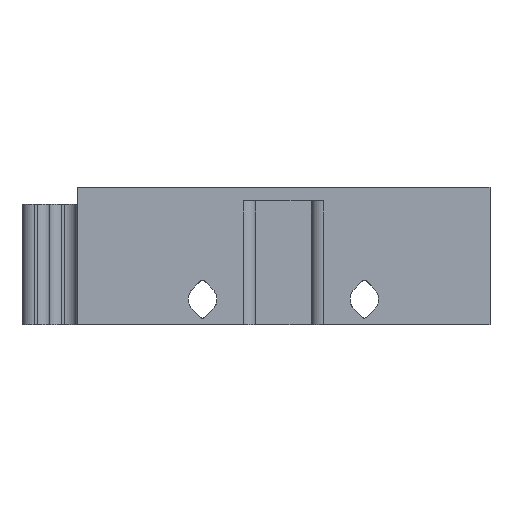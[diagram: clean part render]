
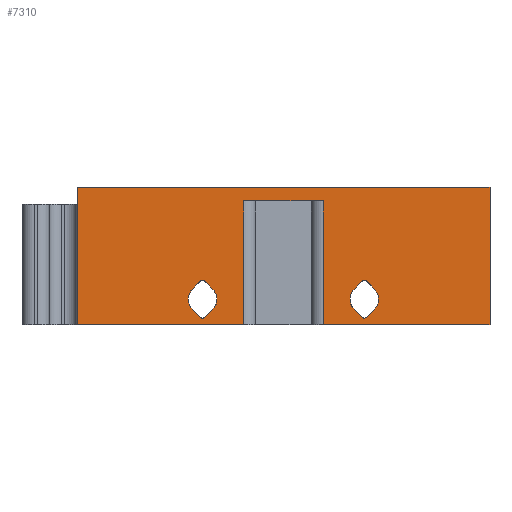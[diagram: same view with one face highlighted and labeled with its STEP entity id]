
A CAD part, front view. The second image highlights one B-rep face of the part: STEP entity #7310.
In plain terms, the highlighted planar face has unit normal (0, -1, 0).
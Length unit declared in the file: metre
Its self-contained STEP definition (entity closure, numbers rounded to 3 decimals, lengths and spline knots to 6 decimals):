
#243=CIRCLE('',#7752,0.0004);
#251=CIRCLE('',#7768,0.002075);
#259=CIRCLE('',#7780,0.002075);
#263=CIRCLE('',#7812,0.0004);
#276=CIRCLE('',#7828,0.002075);
#279=CIRCLE('',#7844,0.002075);
#280=CIRCLE('',#7845,0.0004);
#281=CIRCLE('',#7846,0.0004);
#1103=ORIENTED_EDGE('',*,*,#3218,.T.);
#1104=ORIENTED_EDGE('',*,*,#2770,.F.);
#1105=ORIENTED_EDGE('',*,*,#3219,.T.);
#1106=ORIENTED_EDGE('',*,*,#2890,.T.);
#1107=ORIENTED_EDGE('',*,*,#3220,.F.);
#1108=ORIENTED_EDGE('',*,*,#3221,.T.);
#1109=ORIENTED_EDGE('',*,*,#3222,.T.);
#1110=ORIENTED_EDGE('',*,*,#2874,.T.);
#1111=ORIENTED_EDGE('',*,*,#3223,.F.);
#1112=ORIENTED_EDGE('',*,*,#3224,.T.);
#1113=ORIENTED_EDGE('',*,*,#3225,.F.);
#1114=ORIENTED_EDGE('',*,*,#3201,.F.);
#1115=ORIENTED_EDGE('',*,*,#3195,.F.);
#1116=ORIENTED_EDGE('',*,*,#3167,.F.);
#1117=ORIENTED_EDGE('',*,*,#3175,.F.);
#1118=ORIENTED_EDGE('',*,*,#3226,.T.);
#1119=ORIENTED_EDGE('',*,*,#3065,.F.);
#1120=ORIENTED_EDGE('',*,*,#3078,.T.);
#1121=ORIENTED_EDGE('',*,*,#3090,.T.);
#1122=ORIENTED_EDGE('',*,*,#3102,.T.);
#1123=ORIENTED_EDGE('',*,*,#3121,.T.);
#1124=ORIENTED_EDGE('',*,*,#3227,.T.);
#1125=ORIENTED_EDGE('',*,*,#3139,.F.);
#1126=ORIENTED_EDGE('',*,*,#3113,.T.);
#2770=EDGE_CURVE('',#3867,#3868,#4619,.F.);
#2874=EDGE_CURVE('',#3970,#3969,#4691,.F.);
#2890=EDGE_CURVE('',#3986,#3985,#4699,.F.);
#3065=EDGE_CURVE('',#4140,#4137,#4832,.T.);
#3078=EDGE_CURVE('',#4140,#4150,#243,.T.);
#3090=EDGE_CURVE('',#4150,#4158,#4849,.T.);
#3102=EDGE_CURVE('',#4158,#4166,#251,.T.);
#3113=EDGE_CURVE('',#4174,#4137,#259,.T.);
#3121=EDGE_CURVE('',#4166,#4179,#4863,.T.);
#3139=EDGE_CURVE('',#4174,#4194,#4874,.T.);
#3167=EDGE_CURVE('',#4218,#4215,#4896,.T.);
#3175=EDGE_CURVE('',#4225,#4218,#263,.F.);
#3195=EDGE_CURVE('',#4215,#4237,#276,.F.);
#3201=EDGE_CURVE('',#4237,#4243,#4912,.T.);
#3218=EDGE_CURVE('',#3969,#3868,#4923,.T.);
#3219=EDGE_CURVE('',#3867,#3986,#4924,.F.);
#3220=EDGE_CURVE('',#4256,#3985,#4925,.T.);
#3221=EDGE_CURVE('',#4256,#4257,#4926,.F.);
#3222=EDGE_CURVE('',#4257,#3970,#4927,.F.);
#3223=EDGE_CURVE('',#4258,#4259,#279,.F.);
#3224=EDGE_CURVE('',#4258,#4260,#4928,.T.);
#3225=EDGE_CURVE('',#4243,#4260,#280,.F.);
#3226=EDGE_CURVE('',#4225,#4259,#4929,.T.);
#3227=EDGE_CURVE('',#4179,#4194,#281,.T.);
#3867=VERTEX_POINT('',#10165);
#3868=VERTEX_POINT('',#10167);
#3969=VERTEX_POINT('',#10421);
#3970=VERTEX_POINT('',#10423);
#3985=VERTEX_POINT('',#10453);
#3986=VERTEX_POINT('',#10455);
#4137=VERTEX_POINT('',#10819);
#4140=VERTEX_POINT('',#10824);
#4150=VERTEX_POINT('',#10851);
#4158=VERTEX_POINT('',#10875);
#4166=VERTEX_POINT('',#10899);
#4174=VERTEX_POINT('',#10923);
#4179=VERTEX_POINT('',#10937);
#4194=VERTEX_POINT('',#10975);
#4215=VERTEX_POINT('',#11027);
#4218=VERTEX_POINT('',#11032);
#4225=VERTEX_POINT('',#11049);
#4237=VERTEX_POINT('',#11083);
#4243=VERTEX_POINT('',#11099);
#4256=VERTEX_POINT('',#11135);
#4257=VERTEX_POINT('',#11137);
#4258=VERTEX_POINT('',#11140);
#4259=VERTEX_POINT('',#11141);
#4260=VERTEX_POINT('',#11143);
#4619=LINE('',#10166,#5414);
#4691=LINE('',#10422,#5486);
#4699=LINE('',#10454,#5494);
#4832=LINE('',#10825,#5627);
#4849=LINE('',#10876,#5644);
#4863=LINE('',#10938,#5658);
#4874=LINE('',#10974,#5669);
#4896=LINE('',#11033,#5691);
#4912=LINE('',#11098,#5707);
#4923=LINE('',#11132,#5718);
#4924=LINE('',#11133,#5719);
#4925=LINE('',#11134,#5720);
#4926=LINE('',#11136,#5721);
#4927=LINE('',#11138,#5722);
#4928=LINE('',#11142,#5723);
#4929=LINE('',#11145,#5724);
#5414=VECTOR('',#8277,1.);
#5486=VECTOR('',#8369,1.);
#5494=VECTOR('',#8393,1.);
#5627=VECTOR('',#8672,1.);
#5644=VECTOR('',#8721,1.);
#5658=VECTOR('',#8789,1.);
#5669=VECTOR('',#8822,1.);
#5691=VECTOR('',#8868,1.);
#5707=VECTOR('',#8934,1.);
#5718=VECTOR('',#8965,1.);
#5719=VECTOR('',#8966,1.);
#5720=VECTOR('',#8967,1.);
#5721=VECTOR('',#8968,1.);
#5722=VECTOR('',#8969,1.);
#5723=VECTOR('',#8972,1.);
#5724=VECTOR('',#8975,1.);
#6266=EDGE_LOOP('',(#1103,#1104,#1105,#1106,#1107,#1108,#1109,#1110));
#6267=EDGE_LOOP('',(#1111,#1112,#1113,#1114,#1115,#1116,#1117,#1118));
#6268=EDGE_LOOP('',(#1119,#1120,#1121,#1122,#1123,#1124,#1125,#1126));
#6679=FACE_BOUND('',#6266,.T.);
#6680=FACE_BOUND('',#6267,.T.);
#6681=FACE_BOUND('',#6268,.T.);
#7042=PLANE('',#7843);
#7310=ADVANCED_FACE('',(#6679,#6680,#6681),#7042,.F.);
#7752=AXIS2_PLACEMENT_3D('',#10852,#8698,#8699);
#7768=AXIS2_PLACEMENT_3D('',#10900,#8746,#8747);
#7780=AXIS2_PLACEMENT_3D('',#10922,#8773,#8774);
#7812=AXIS2_PLACEMENT_3D('',#11050,#8881,#8882);
#7828=AXIS2_PLACEMENT_3D('',#11086,#8920,#8921);
#7843=AXIS2_PLACEMENT_3D('',#11131,#8963,#8964);
#7844=AXIS2_PLACEMENT_3D('',#11139,#8970,#8971);
#7845=AXIS2_PLACEMENT_3D('',#11144,#8973,#8974);
#7846=AXIS2_PLACEMENT_3D('',#11146,#8976,#8977);
#8277=DIRECTION('',(-1.,0.,0.));
#8369=DIRECTION('',(-1.,0.,0.));
#8393=DIRECTION('',(-1.,0.,0.));
#8672=DIRECTION('',(0.707,0.,0.707));
#8698=DIRECTION('',(0.,1.,0.));
#8699=DIRECTION('',(-1.,0.,0.));
#8721=DIRECTION('',(-0.707,0.,0.707));
#8746=DIRECTION('',(0.,1.,0.));
#8747=DIRECTION('',(-1.,0.,0.));
#8773=DIRECTION('',(0.,1.,0.));
#8774=DIRECTION('',(-1.,0.,0.));
#8789=DIRECTION('',(0.707,0.,0.707));
#8822=DIRECTION('',(-0.707,0.,0.707));
#8868=DIRECTION('',(0.707,0.,0.707));
#8881=DIRECTION('',(0.,1.,0.));
#8882=DIRECTION('',(-1.,0.,0.));
#8920=DIRECTION('',(0.,1.,0.));
#8921=DIRECTION('',(-1.,0.,0.));
#8934=DIRECTION('',(-0.707,0.,0.707));
#8963=DIRECTION('',(0.,1.,0.));
#8964=DIRECTION('',(-1.,0.,0.));
#8965=DIRECTION('',(0.,0.,1.));
#8966=DIRECTION('',(0.,0.,1.));
#8967=DIRECTION('',(0.,0.,-1.));
#8968=DIRECTION('',(-1.,0.,0.));
#8969=DIRECTION('',(0.,0.,1.));
#8970=DIRECTION('',(0.,1.,0.));
#8971=DIRECTION('',(-1.,0.,0.));
#8972=DIRECTION('',(0.707,0.,0.707));
#8973=DIRECTION('',(0.,1.,0.));
#8974=DIRECTION('',(-1.,0.,0.));
#8975=DIRECTION('',(-0.707,0.,0.707));
#8976=DIRECTION('',(0.,1.,0.));
#8977=DIRECTION('',(-1.,0.,0.));
#10165=CARTESIAN_POINT('',(1.590025,0.810025,0.38));
#10166=CARTESIAN_POINT('',(1.662111,0.810025,0.38));
#10167=CARTESIAN_POINT('',(1.65,0.810025,0.38));
#10421=CARTESIAN_POINT('',(1.65,0.810025,0.36));
#10422=CARTESIAN_POINT('',(1.662111,0.810025,0.36));
#10423=CARTESIAN_POINT('',(1.625778,0.810025,0.36));
#10453=CARTESIAN_POINT('',(1.614222,0.810025,0.36));
#10454=CARTESIAN_POINT('',(1.662111,0.810025,0.36));
#10455=CARTESIAN_POINT('',(1.590025,0.810025,0.36));
#10819=CARTESIAN_POINT('',(1.633201,0.810025,0.362266));
#10824=CARTESIAN_POINT('',(1.632016,0.810025,0.361082));
#10825=CARTESIAN_POINT('',(1.656523,0.810025,0.385588));
#10851=CARTESIAN_POINT('',(1.631451,0.810025,0.361082));
#10852=CARTESIAN_POINT('',(1.631733,0.810025,0.361365));
#10875=CARTESIAN_POINT('',(1.630266,0.810025,0.362266));
#10876=CARTESIAN_POINT('',(1.637322,0.810025,0.355211));
#10899=CARTESIAN_POINT('',(1.630266,0.810025,0.365201));
#10900=CARTESIAN_POINT('',(1.631733,0.810025,0.363733));
#10922=CARTESIAN_POINT('',(1.631733,0.810025,0.363733));
#10923=CARTESIAN_POINT('',(1.633201,0.810025,0.365201));
#10937=CARTESIAN_POINT('',(1.631451,0.810025,0.366385));
#10938=CARTESIAN_POINT('',(1.653588,0.810025,0.388523));
#10974=CARTESIAN_POINT('',(1.640256,0.810025,0.358145));
#10975=CARTESIAN_POINT('',(1.632016,0.810025,0.366385));
#11027=CARTESIAN_POINT('',(1.609734,0.810025,0.362266));
#11032=CARTESIAN_POINT('',(1.608549,0.810025,0.361082));
#11033=CARTESIAN_POINT('',(1.644789,0.810025,0.397322));
#11049=CARTESIAN_POINT('',(1.607984,0.810025,0.361082));
#11050=CARTESIAN_POINT('',(1.608267,0.810025,0.361365));
#11083=CARTESIAN_POINT('',(1.609734,0.810025,0.365201));
#11086=CARTESIAN_POINT('',(1.608267,0.810025,0.363733));
#11098=CARTESIAN_POINT('',(1.628523,0.810025,0.346412));
#11099=CARTESIAN_POINT('',(1.608549,0.810025,0.366385));
#11131=CARTESIAN_POINT('',(1.662111,0.810025,0.38));
#11132=CARTESIAN_POINT('',(1.65,0.810025,0.38));
#11133=CARTESIAN_POINT('',(1.590025,0.810025,0.38));
#11134=CARTESIAN_POINT('',(1.614222,0.810025,0.38));
#11135=CARTESIAN_POINT('',(1.614222,0.810025,0.378));
#11136=CARTESIAN_POINT('',(1.662111,0.810025,0.378));
#11137=CARTESIAN_POINT('',(1.625778,0.810025,0.378));
#11138=CARTESIAN_POINT('',(1.625778,0.810025,0.38));
#11139=CARTESIAN_POINT('',(1.608267,0.810025,0.363733));
#11140=CARTESIAN_POINT('',(1.606799,0.810025,0.365201));
#11141=CARTESIAN_POINT('',(1.606799,0.810025,0.362266));
#11142=CARTESIAN_POINT('',(1.641855,0.810025,0.400256));
#11143=CARTESIAN_POINT('',(1.607984,0.810025,0.366385));
#11144=CARTESIAN_POINT('',(1.608267,0.810025,0.366102));
#11145=CARTESIAN_POINT('',(1.625588,0.810025,0.343477));
#11146=CARTESIAN_POINT('',(1.631733,0.810025,0.366102));
